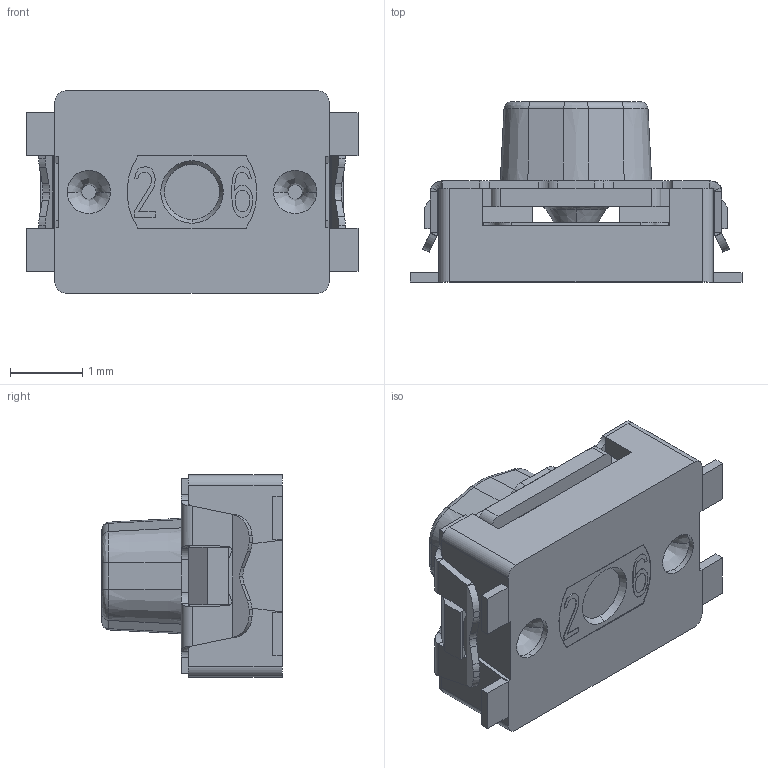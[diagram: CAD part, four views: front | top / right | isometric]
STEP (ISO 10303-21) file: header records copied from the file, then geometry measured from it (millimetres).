
FILE_DESCRIPTION (( 'STEP AP214' ), '1' );
FILE_NAME ('KMR421NG LFS.STEP', '2019-07-01T10:58:34', ( '' ), ( '' ), 'SwSTEP 2.0', 'SolidWorks 2016', '' );
FILE_SCHEMA (( 'AUTOMOTIVE_DESIGN' ));
Length unit declared in the file: millimetre
Products named in the file (4): logo; pins; body; KMR421NG LFS
Assembly tree (3 placements, depth 2):
  KMR421NG LFS
    body
    pins
    logo
Bounding box: 4.6 x 2.5 x 2.8 mm (x, y, z)
Volume: 15.4 mm3; surface area: 90.1 mm2
Topology: 8 solids, 8 shells, 408 faces, 1101 edges, 718 vertices
Faces by surface type: plane 280, cylinder 82, bspline 35, cone 11
Entity records: 14010 total; most frequent: CARTESIAN_POINT 3640, ORIENTED_EDGE 2202, DIRECTION 1971, EDGE_CURVE 1101, LINE 849, VECTOR 849, VERTEX_POINT 718, AXIS2_PLACEMENT_3D 561
